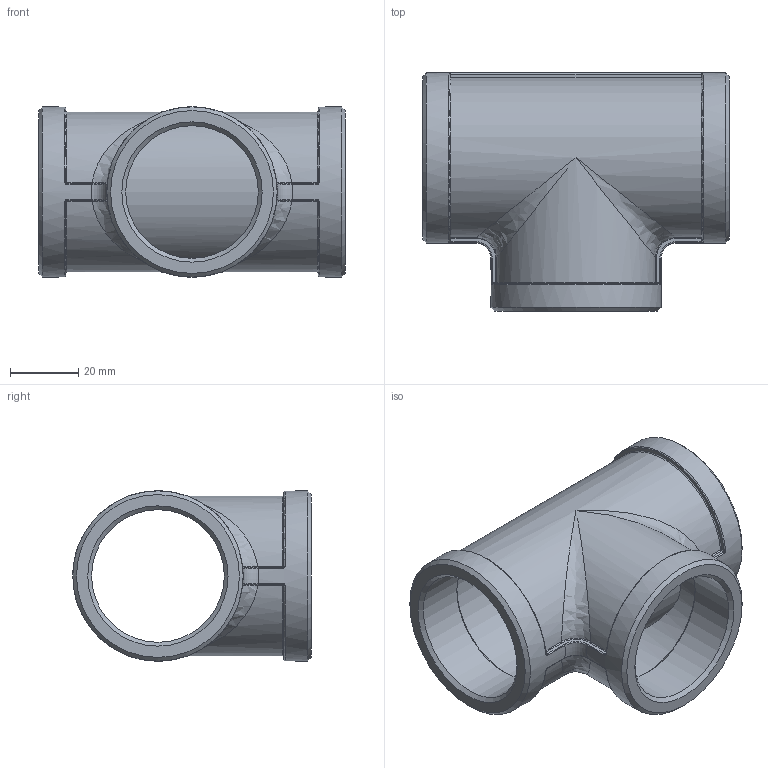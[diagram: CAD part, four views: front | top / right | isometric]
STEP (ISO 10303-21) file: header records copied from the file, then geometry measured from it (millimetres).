
FILE_DESCRIPTION(/* description */ (''),/* implementation_level */ '2;1');
FILE_NAME(/* name */ 'KI-307-032 Aschl.stp',/* time_stamp */ '2016-06-01T15:03:27+02:00',/* author */ ('hochmair'),/* organization */ (''),/* preprocessor_version */ 'ST-DEVELOPER v15.6',/* originating_system */ 'Autodesk Inventor 2015',/* authorisation */ '');
FILE_SCHEMA (('AUTOMOTIVE_DESIGN { 1 0 10303 214 3 1 1 }'));
Length unit declared in the file: millimetre
Products named in the file (1): TB22384160
Bounding box: 90 x 70 x 50 mm (x, y, z)
Volume: 52791.1 mm3; surface area: 35732.1 mm2
Topology: 1 solids, 1 shells, 136 faces, 327 edges, 181 vertices
Faces by surface type: cylinder 45, bspline 32, plane 20, torus 18, sphere 12, cone 9
Full cylindrical faces by diameter (mm): 38.952 x3, 42.6 x2, 50 x2
Entity records: 4953 total; most frequent: CARTESIAN_POINT 2011, DIRECTION 624, ORIENTED_EDGE 582, EDGE_CURVE 291, AXIS2_PLACEMENT_3D 278, VERTEX_POINT 177, EDGE_LOOP 162, CIRCLE 137
